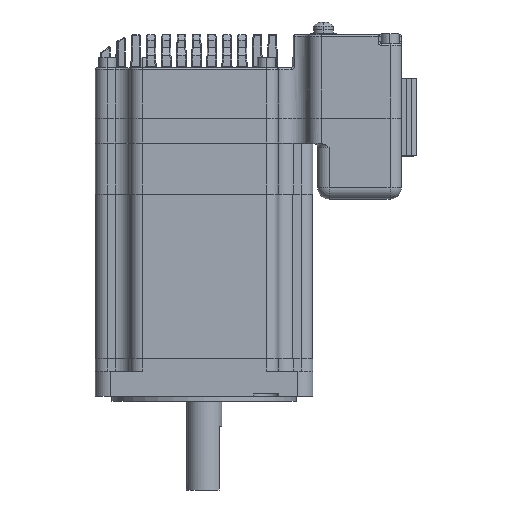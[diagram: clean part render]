
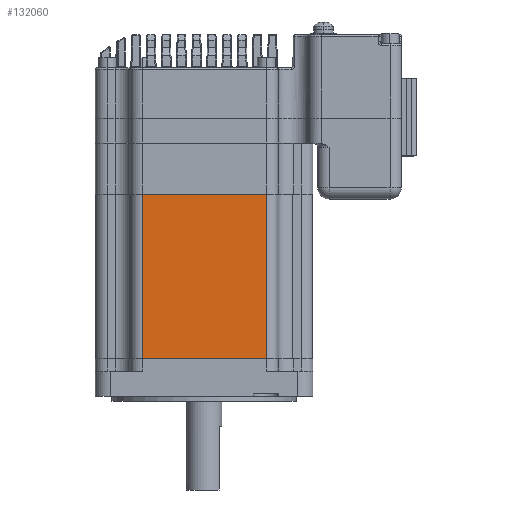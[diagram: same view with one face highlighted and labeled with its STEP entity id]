
A CAD part, front view. The second image highlights one B-rep face of the part: STEP entity #132060.
In plain terms, the highlighted planar face has unit normal (0, -1, 0).
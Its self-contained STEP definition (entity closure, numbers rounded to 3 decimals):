
#8002 = VECTOR ( 'NONE', #39770, 1000. ) ;
#10188 = LINE ( 'NONE', #18874, #74200 ) ;
#16581 = VECTOR ( 'NONE', #78985, 1000. ) ;
#18874 = CARTESIAN_POINT ( 'NONE',  ( 0., -42.85, 65. ) ) ;
#25837 = VECTOR ( 'NONE', #25867, 1000. ) ;
#25867 = DIRECTION ( 'NONE',  ( -1., 0., 0. ) ) ;
#29349 = CARTESIAN_POINT ( 'NONE',  ( 24.55, -42.85, 0. ) ) ;
#30088 = ORIENTED_EDGE ( 'NONE', *, *, #31749, .T. ) ;
#31749 = EDGE_CURVE ( 'NONE', #99828, #123213, #37884, .T. ) ;
#37884 = LINE ( 'NONE', #103596, #8002 ) ;
#39770 = DIRECTION ( 'NONE',  ( 0., 0., -1. ) ) ;
#40643 = PLANE ( 'NONE',  #73987 ) ;
#44053 = VERTEX_POINT ( 'NONE', #29349 ) ;
#46691 = EDGE_CURVE ( 'NONE', #158857, #44053, #80596, .T. ) ;
#63846 = EDGE_CURVE ( 'NONE', #44053, #123213, #161940, .T. ) ;
#66928 = DIRECTION ( 'NONE',  ( 0., 0., -1. ) ) ;
#73987 = AXIS2_PLACEMENT_3D ( 'NONE', #117811, #143564, #66928 ) ;
#74200 = VECTOR ( 'NONE', #108246, 1000. ) ;
#78985 = DIRECTION ( 'NONE',  ( 0., 0., -1. ) ) ;
#80596 = LINE ( 'NONE', #142643, #16581 ) ;
#84273 = EDGE_CURVE ( 'NONE', #158857, #99828, #10188, .T. ) ;
#87342 = CARTESIAN_POINT ( 'NONE',  ( -24.55, -42.85, 0. ) ) ;
#99828 = VERTEX_POINT ( 'NONE', #148378 ) ;
#103596 = CARTESIAN_POINT ( 'NONE',  ( -24.55, -42.85, 65. ) ) ;
#108246 = DIRECTION ( 'NONE',  ( -1., 0., 0. ) ) ;
#110462 = FACE_OUTER_BOUND ( 'NONE', #162171, .T. ) ;
#115301 = CARTESIAN_POINT ( 'NONE',  ( 0., -42.85, 0. ) ) ;
#117811 = CARTESIAN_POINT ( 'NONE',  ( 0., -42.85, 65. ) ) ;
#123213 = VERTEX_POINT ( 'NONE', #87342 ) ;
#124121 = ORIENTED_EDGE ( 'NONE', *, *, #84273, .T. ) ;
#125735 = CARTESIAN_POINT ( 'NONE',  ( 24.55, -42.85, 65. ) ) ;
#132060 = ADVANCED_FACE ( 'NONE', ( #110462 ), #40643, .T. ) ;
#134047 = ORIENTED_EDGE ( 'NONE', *, *, #63846, .F. ) ;
#142643 = CARTESIAN_POINT ( 'NONE',  ( 24.55, -42.85, 65. ) ) ;
#143564 = DIRECTION ( 'NONE',  ( 0., -1., 0. ) ) ;
#148378 = CARTESIAN_POINT ( 'NONE',  ( -24.55, -42.85, 65. ) ) ;
#154212 = ORIENTED_EDGE ( 'NONE', *, *, #46691, .F. ) ;
#158857 = VERTEX_POINT ( 'NONE', #125735 ) ;
#161940 = LINE ( 'NONE', #115301, #25837 ) ;
#162171 = EDGE_LOOP ( 'NONE', ( #134047, #154212, #124121, #30088 ) ) ;
